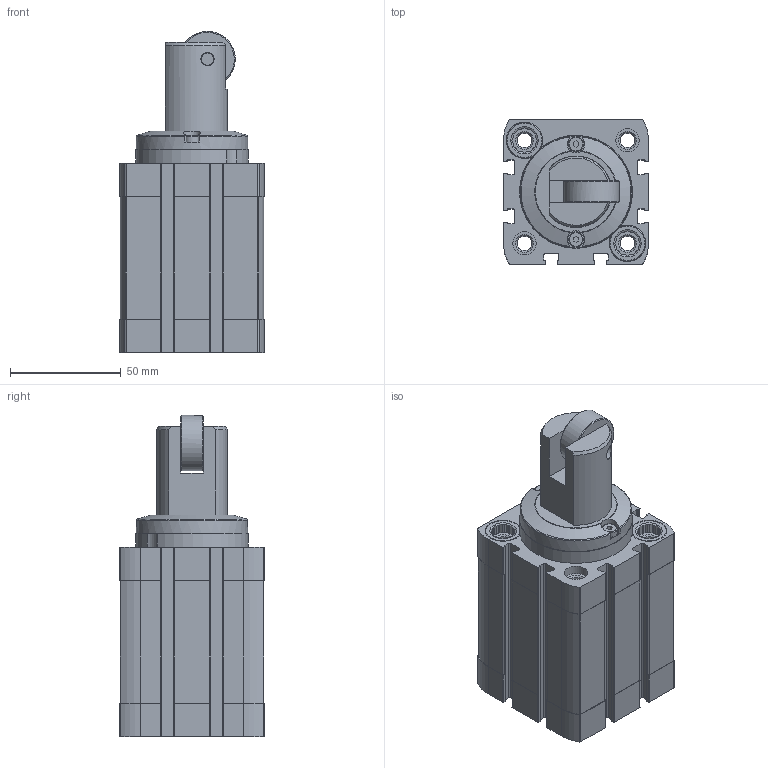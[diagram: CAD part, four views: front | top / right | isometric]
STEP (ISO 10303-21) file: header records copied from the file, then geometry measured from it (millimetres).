
FILE_DESCRIPTION(/* description */ ('STEP AP214'),/* implementation_level */ '2;1');
FILE_NAME(/* name */ '576165_DFSP-Q-50-20-PR-PA',/* time_stamp */ '2024-08-15T22:52:10+02:00',/* author */ ('License CC BY-ND 4.0'),/* organization */ ('CADENAS'),/* preprocessor_version */ 'ST-DEVELOPER v19.3',/* originating_system */ 'PARTsolutions',/* authorisation */ ' ');
FILE_SCHEMA (('AUTOMOTIVE_DESIGN {1 0 10303 214 3 1 1}'));
Length unit declared in the file: millimetre
Products named in the file (6): 576165 DFSP-Q-50-20-PR-PA---(0); 575170 DFSP-Q-50-20_g; 575170 DFSP-Q-50-20-R_ks; 575170 DFSP-50_r; DIN-7984 - M4x8(F); 340116 G1/8-AEVU
Assembly tree (6 placements, depth 2):
  576165 DFSP-Q-50-20-PR-PA---(0)
    575170 DFSP-Q-50-20_g
    575170 DFSP-Q-50-20-R_ks
    575170 DFSP-50_r
    DIN-7984 - M4x8(F)  x2
    340116 G1/8-AEVU
Bounding box: 65.5 x 65.5 x 145 mm (x, y, z)
Volume: 342423.1 mm3; surface area: 79905.5 mm2
Topology: 6 solids, 6 shells, 501 faces, 1345 edges, 887 vertices
Faces by surface type: plane 256, cylinder 199, cone 38, torus 6, sphere 2
Full cylindrical faces by diameter (mm): 3.242 x4, 4 x2, 4.15 x2, 6 x2, 6.2 x1, 6.647 x8, 7 x2, 8.3 x1, 8.566 x2, 8.647 x4, 10.5 x2, 12 x3, 16.4 x4, 25 x1, 32 x2, 50 x2, 50.5 x1
Entity records: 15168 total; most frequent: CARTESIAN_POINT 2977, DIRECTION 2517, ORIENTED_EDGE 2440, EDGE_CURVE 1220, AXIS2_PLACEMENT_3D 929, VERTEX_POINT 851, LINE 659, VECTOR 659
